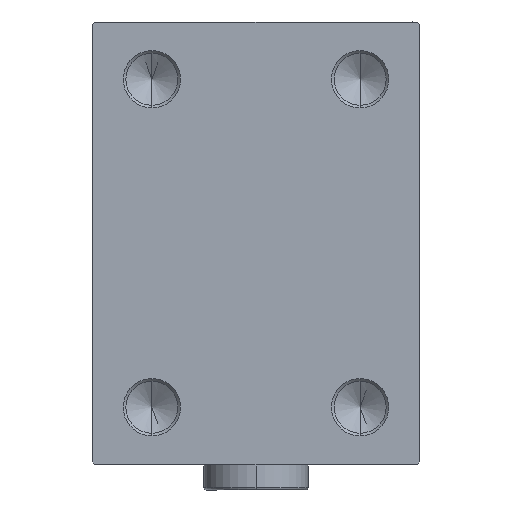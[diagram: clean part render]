
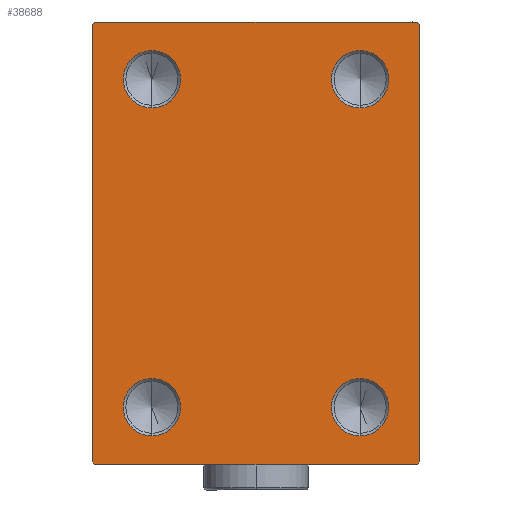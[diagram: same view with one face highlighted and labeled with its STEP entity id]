
A CAD part, left-side view. The second image highlights one B-rep face of the part: STEP entity #38688.
In plain terms, the highlighted face is planar.
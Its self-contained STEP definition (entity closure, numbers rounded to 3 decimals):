
#787 = VERTEX_POINT ( 'NONE', #16312 ) ;
#792 = ORIENTED_EDGE ( 'NONE', *, *, #38822, .T. ) ;
#2163 = ORIENTED_EDGE ( 'NONE', *, *, #38298, .T. ) ;
#2313 = ORIENTED_EDGE ( 'NONE', *, *, #35531, .F. ) ;
#2757 = LINE ( 'NONE', #25796, #39048 ) ;
#3129 = DIRECTION ( 'NONE',  ( 0., 0., -1. ) ) ;
#3312 = ORIENTED_EDGE ( 'NONE', *, *, #45260, .F. ) ;
#3353 = CARTESIAN_POINT ( 'NONE',  ( 88., 20., 31.5 ) ) ;
#3385 = ORIENTED_EDGE ( 'NONE', *, *, #5460, .F. ) ;
#4097 = VERTEX_POINT ( 'NONE', #16553 ) ;
#4142 = ORIENTED_EDGE ( 'NONE', *, *, #45817, .T. ) ;
#4207 = AXIS2_PLACEMENT_3D ( 'NONE', #5639, #34529, #41986 ) ;
#4486 = DIRECTION ( 'NONE',  ( 1., 0., 0. ) ) ;
#4804 = VERTEX_POINT ( 'NONE', #42241 ) ;
#4807 = DIRECTION ( 'NONE',  ( 0., 0., -1. ) ) ;
#4955 = CARTESIAN_POINT ( 'NONE',  ( 88., -20., -31.5 ) ) ;
#5021 = DIRECTION ( 'NONE',  ( 1., 0., 0. ) ) ;
#5224 = VERTEX_POINT ( 'NONE', #29994 ) ;
#5279 = VERTEX_POINT ( 'NONE', #13018 ) ;
#5460 = EDGE_CURVE ( 'NONE', #4097, #33733, #36413, .T. ) ;
#5639 = CARTESIAN_POINT ( 'NONE',  ( 88., 20., -31.5 ) ) ;
#5861 = VERTEX_POINT ( 'NONE', #30118 ) ;
#6247 = AXIS2_PLACEMENT_3D ( 'NONE', #10915, #28605, #18125 ) ;
#6458 = CIRCLE ( 'NONE', #4207, 5.5 ) ;
#6869 = DIRECTION ( 'NONE',  ( 0., -0.707, -0.707 ) ) ;
#7067 = CIRCLE ( 'NONE', #30882, 5.5 ) ;
#7176 = VERTEX_POINT ( 'NONE', #36991 ) ;
#7203 = CIRCLE ( 'NONE', #36234, 5.5 ) ;
#8316 = FACE_BOUND ( 'NONE', #28787, .T. ) ;
#8549 = PLANE ( 'NONE',  #24100 ) ;
#9988 = VECTOR ( 'NONE', #10966, 1000. ) ;
#10170 = VERTEX_POINT ( 'NONE', #17179 ) ;
#10600 = DIRECTION ( 'NONE',  ( 1., 0., 0. ) ) ;
#10703 = CIRCLE ( 'NONE', #6247, 5.5 ) ;
#10915 = CARTESIAN_POINT ( 'NONE',  ( 88., -20., 31.5 ) ) ;
#10966 = DIRECTION ( 'NONE',  ( 0., -1., 0. ) ) ;
#11108 = AXIS2_PLACEMENT_3D ( 'NONE', #36032, #25540, #21585 ) ;
#11123 = ORIENTED_EDGE ( 'NONE', *, *, #41676, .T. ) ;
#11474 = LINE ( 'NONE', #11934, #33891 ) ;
#11934 = CARTESIAN_POINT ( 'NONE',  ( 88., 36.75, -36.75 ) ) ;
#12510 = CARTESIAN_POINT ( 'NONE',  ( 88., 0., 0. ) ) ;
#12685 = ORIENTED_EDGE ( 'NONE', *, *, #23302, .T. ) ;
#12991 = LINE ( 'NONE', #19967, #24306 ) ;
#13018 = CARTESIAN_POINT ( 'NONE',  ( 88., -20., -26. ) ) ;
#13110 = ORIENTED_EDGE ( 'NONE', *, *, #15217, .T. ) ;
#13404 = CARTESIAN_POINT ( 'NONE',  ( 88., -31.5, 42. ) ) ;
#13525 = VECTOR ( 'NONE', #6869, 1000. ) ;
#14495 = VECTOR ( 'NONE', #30226, 1000. ) ;
#14532 = AXIS2_PLACEMENT_3D ( 'NONE', #4955, #4486, #23117 ) ;
#15204 = ORIENTED_EDGE ( 'NONE', *, *, #42493, .F. ) ;
#15217 = EDGE_CURVE ( 'NONE', #4804, #19337, #24568, .T. ) ;
#15847 = CARTESIAN_POINT ( 'NONE',  ( 88., 20., -26. ) ) ;
#16312 = CARTESIAN_POINT ( 'NONE',  ( 88., 31., -42.5 ) ) ;
#16463 = EDGE_LOOP ( 'NONE', ( #2163, #13110, #24305, #4142, #37510, #792, #12685, #11123 ) ) ;
#16553 = CARTESIAN_POINT ( 'NONE',  ( 88., -20., 37. ) ) ;
#17179 = CARTESIAN_POINT ( 'NONE',  ( 88., -20., -37. ) ) ;
#17945 = VERTEX_POINT ( 'NONE', #39861 ) ;
#18125 = DIRECTION ( 'NONE',  ( 0., 0., -1. ) ) ;
#18542 = CARTESIAN_POINT ( 'NONE',  ( 88., -20., -31.5 ) ) ;
#18863 = CARTESIAN_POINT ( 'NONE',  ( 88., 20., 37. ) ) ;
#19337 = VERTEX_POINT ( 'NONE', #13404 ) ;
#19598 = VERTEX_POINT ( 'NONE', #15847 ) ;
#19754 = CARTESIAN_POINT ( 'NONE',  ( 88., 31.5, -42.5 ) ) ;
#19957 = FACE_BOUND ( 'NONE', #26034, .T. ) ;
#19967 = CARTESIAN_POINT ( 'NONE',  ( 88., -36.75, -36.75 ) ) ;
#20996 = EDGE_CURVE ( 'NONE', #33733, #4097, #10703, .T. ) ;
#21208 = AXIS2_PLACEMENT_3D ( 'NONE', #30409, #5021, #44630 ) ;
#21302 = LINE ( 'NONE', #32237, #30169 ) ;
#21518 = DIRECTION ( 'NONE',  ( 0., 1., 0. ) ) ;
#21585 = DIRECTION ( 'NONE',  ( 0., 0., -1. ) ) ;
#22297 = DIRECTION ( 'NONE',  ( 0., 0., -1. ) ) ;
#22517 = FACE_BOUND ( 'NONE', #44891, .T. ) ;
#23117 = DIRECTION ( 'NONE',  ( 0., 0., -1. ) ) ;
#23302 = EDGE_CURVE ( 'NONE', #29401, #43462, #33731, .T. ) ;
#23393 = EDGE_LOOP ( 'NONE', ( #3385, #44779 ) ) ;
#23425 = CARTESIAN_POINT ( 'NONE',  ( 88., -31., -42.5 ) ) ;
#24100 = AXIS2_PLACEMENT_3D ( 'NONE', #12510, #26699, #4807 ) ;
#24305 = ORIENTED_EDGE ( 'NONE', *, *, #39315, .T. ) ;
#24306 = VECTOR ( 'NONE', #34179, 1000. ) ;
#24355 = EDGE_CURVE ( 'NONE', #5861, #42035, #31650, .T. ) ;
#24568 = LINE ( 'NONE', #38805, #13525 ) ;
#25540 = DIRECTION ( 'NONE',  ( 1., 0., 0. ) ) ;
#25633 = AXIS2_PLACEMENT_3D ( 'NONE', #18542, #39759, #39300 ) ;
#25796 = CARTESIAN_POINT ( 'NONE',  ( 88., -31.5, 42.5 ) ) ;
#26034 = EDGE_LOOP ( 'NONE', ( #43739, #3312 ) ) ;
#26566 = CARTESIAN_POINT ( 'NONE',  ( 88., 31.5, -42. ) ) ;
#26699 = DIRECTION ( 'NONE',  ( 1., 0., 0. ) ) ;
#26862 = CARTESIAN_POINT ( 'NONE',  ( 88., -20., 26. ) ) ;
#26998 = DIRECTION ( 'NONE',  ( 0., 0., -1. ) ) ;
#28344 = EDGE_CURVE ( 'NONE', #19598, #7176, #7067, .T. ) ;
#28605 = DIRECTION ( 'NONE',  ( 1., 0., 0. ) ) ;
#28660 = CARTESIAN_POINT ( 'NONE',  ( 88., 31.5, 42.5 ) ) ;
#28787 = EDGE_LOOP ( 'NONE', ( #33951, #43388 ) ) ;
#29076 = EDGE_CURVE ( 'NONE', #39796, #787, #21302, .T. ) ;
#29336 = LINE ( 'NONE', #28660, #9988 ) ;
#29401 = VERTEX_POINT ( 'NONE', #26566 ) ;
#29994 = CARTESIAN_POINT ( 'NONE',  ( 88., -31.5, -42. ) ) ;
#30118 = CARTESIAN_POINT ( 'NONE',  ( 88., 20., 26. ) ) ;
#30169 = VECTOR ( 'NONE', #21518, 1000. ) ;
#30226 = DIRECTION ( 'NONE',  ( 0., 0., 1. ) ) ;
#30409 = CARTESIAN_POINT ( 'NONE',  ( 88., 20., 31.5 ) ) ;
#30424 = DIRECTION ( 'NONE',  ( 0., -0.707, 0.707 ) ) ;
#30882 = AXIS2_PLACEMENT_3D ( 'NONE', #42159, #44952, #26998 ) ;
#31650 = CIRCLE ( 'NONE', #21208, 5.5 ) ;
#32237 = CARTESIAN_POINT ( 'NONE',  ( 88., -31.5, -42.5 ) ) ;
#32648 = EDGE_CURVE ( 'NONE', #42035, #5861, #7203, .T. ) ;
#32670 = DIRECTION ( 'NONE',  ( 0., 0.707, 0.707 ) ) ;
#33731 = LINE ( 'NONE', #19754, #14495 ) ;
#33733 = VERTEX_POINT ( 'NONE', #26862 ) ;
#33885 = VECTOR ( 'NONE', #30424, 1000. ) ;
#33891 = VECTOR ( 'NONE', #32670, 1000. ) ;
#33951 = ORIENTED_EDGE ( 'NONE', *, *, #32648, .F. ) ;
#34179 = DIRECTION ( 'NONE',  ( 0., 0.707, -0.707 ) ) ;
#34401 = LINE ( 'NONE', #41164, #33885 ) ;
#34529 = DIRECTION ( 'NONE',  ( 1., 0., 0. ) ) ;
#35531 = EDGE_CURVE ( 'NONE', #5279, #10170, #45732, .T. ) ;
#36032 = CARTESIAN_POINT ( 'NONE',  ( 88., -20., 31.5 ) ) ;
#36234 = AXIS2_PLACEMENT_3D ( 'NONE', #3353, #10600, #3129 ) ;
#36413 = CIRCLE ( 'NONE', #11108, 5.5 ) ;
#36991 = CARTESIAN_POINT ( 'NONE',  ( 88., 20., -37. ) ) ;
#37299 = CARTESIAN_POINT ( 'NONE',  ( 88., 31.5, 42. ) ) ;
#37510 = ORIENTED_EDGE ( 'NONE', *, *, #29076, .T. ) ;
#38298 = EDGE_CURVE ( 'NONE', #17945, #4804, #29336, .T. ) ;
#38688 = ADVANCED_FACE ( 'NONE', ( #8316, #40473, #22517, #19957, #40708 ), #8549, .T. ) ;
#38805 = CARTESIAN_POINT ( 'NONE',  ( 88., -36.75, 36.75 ) ) ;
#38822 = EDGE_CURVE ( 'NONE', #787, #29401, #11474, .T. ) ;
#39048 = VECTOR ( 'NONE', #22297, 1000. ) ;
#39300 = DIRECTION ( 'NONE',  ( 0., 0., -1. ) ) ;
#39315 = EDGE_CURVE ( 'NONE', #19337, #5224, #2757, .T. ) ;
#39759 = DIRECTION ( 'NONE',  ( 1., 0., 0. ) ) ;
#39796 = VERTEX_POINT ( 'NONE', #23425 ) ;
#39861 = CARTESIAN_POINT ( 'NONE',  ( 88., 31., 42.5 ) ) ;
#40473 = FACE_BOUND ( 'NONE', #23393, .T. ) ;
#40708 = FACE_OUTER_BOUND ( 'NONE', #16463, .T. ) ;
#41164 = CARTESIAN_POINT ( 'NONE',  ( 88., 36.75, 36.75 ) ) ;
#41676 = EDGE_CURVE ( 'NONE', #43462, #17945, #34401, .T. ) ;
#41986 = DIRECTION ( 'NONE',  ( 0., 0., -1. ) ) ;
#42035 = VERTEX_POINT ( 'NONE', #18863 ) ;
#42159 = CARTESIAN_POINT ( 'NONE',  ( 88., 20., -31.5 ) ) ;
#42241 = CARTESIAN_POINT ( 'NONE',  ( 88., -31., 42.5 ) ) ;
#42493 = EDGE_CURVE ( 'NONE', #10170, #5279, #45800, .T. ) ;
#43388 = ORIENTED_EDGE ( 'NONE', *, *, #24355, .F. ) ;
#43462 = VERTEX_POINT ( 'NONE', #37299 ) ;
#43739 = ORIENTED_EDGE ( 'NONE', *, *, #28344, .F. ) ;
#44630 = DIRECTION ( 'NONE',  ( 0., 0., -1. ) ) ;
#44779 = ORIENTED_EDGE ( 'NONE', *, *, #20996, .F. ) ;
#44891 = EDGE_LOOP ( 'NONE', ( #2313, #15204 ) ) ;
#44952 = DIRECTION ( 'NONE',  ( 1., 0., 0. ) ) ;
#45260 = EDGE_CURVE ( 'NONE', #7176, #19598, #6458, .T. ) ;
#45732 = CIRCLE ( 'NONE', #25633, 5.5 ) ;
#45800 = CIRCLE ( 'NONE', #14532, 5.5 ) ;
#45817 = EDGE_CURVE ( 'NONE', #5224, #39796, #12991, .T. ) ;
